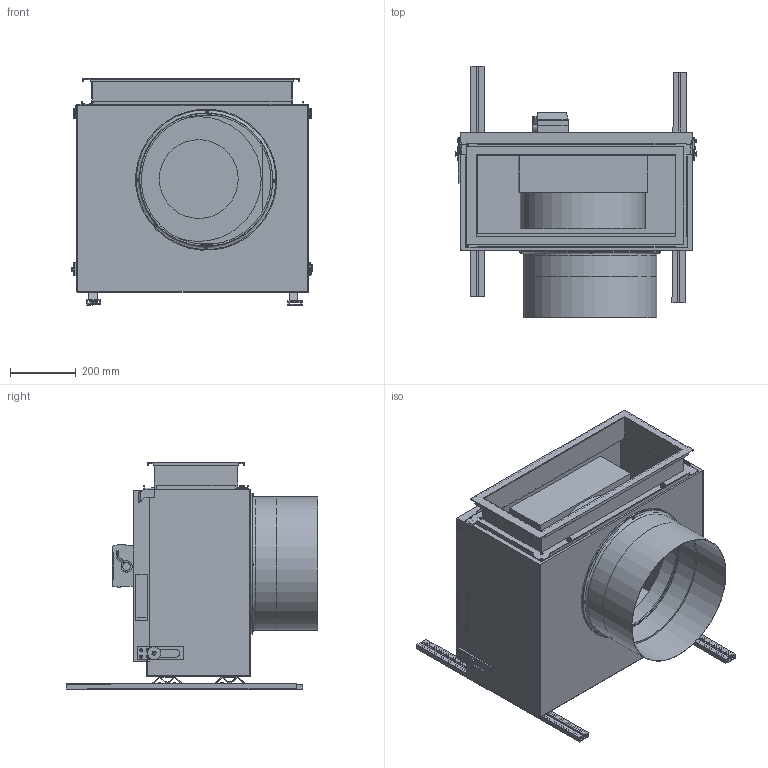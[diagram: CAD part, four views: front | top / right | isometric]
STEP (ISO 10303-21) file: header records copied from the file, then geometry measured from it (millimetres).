
FILE_DESCRIPTION( ( 'Unknown' ), '1' );
FILE_NAME( 'MXIC-35 v2.stp', 'Unknown', ( 'Unknown' ), ( 'Unknown' ), 'PSStep 17.0.49', 'Unknown', ' ' );
FILE_SCHEMA( ( 'AUTOMOTIVE_DESIGN { 1 0 10303 214 1 1 1 1 }' ) );
Length unit declared in the file: millimetre
Products named in the file (20): Assem1; dörr låda 1; spår 1; spår 2; nit 1; skal MXIC-35; 40mm brica; 12mm skruv hexa; nedre del av lock; kon 2; skruv 16 mm hexa med ring; fläckt modäll änkel ; fot 1 ; fot 1 -oa0; fot 1 -oa1; fot 1 -oa2; skena; skena-oa3; trxtil delen; dosa tjock del
Assembly tree (50 placements, depth 2):
  Assem1
    dörr låda 1
    spår 1
    spår 2
    nit 1  x29
    skal MXIC-35
    40mm brica  x2
    12mm skruv hexa  x2
    nedre del av lock
    kon 2
    skruv 16 mm hexa med ring  x2
    fläckt modäll änkel 
    fot 1 
    fot 1 -oa0
    fot 1 -oa1
    fot 1 -oa2
    skena
    skena-oa3
    trxtil delen
    dosa tjock del
Bounding box: 733.11 x 765.67 x 690.9 mm (x, y, z)
Volume: 85729482.2 mm3; surface area: 5128957.3 mm2
Topology: 50 solids, 50 shells, 694 faces, 1605 edges, 1087 vertices
Faces by surface type: plane 461, cylinder 190, torus 33, sphere 6, bspline 3, cone 1
Full cylindrical faces by diameter (mm): 4 x33, 4.005 x1, 5 x74, 6 x4, 7 x16, 9.141 x2, 10 x8, 16 x2, 40 x2, 240 x1, 380 x1, 395 x2, 400 x1, 405 x2, 407 x1, 430 x1
Entity records: 17464 total; most frequent: CARTESIAN_POINT 2748, DIRECTION 2199, ORIENTED_EDGE 2090, EDGE_CURVE 1045, LINE 827, VECTOR 827, VERTEX_POINT 729, AXIS2_PLACEMENT_3D 686
